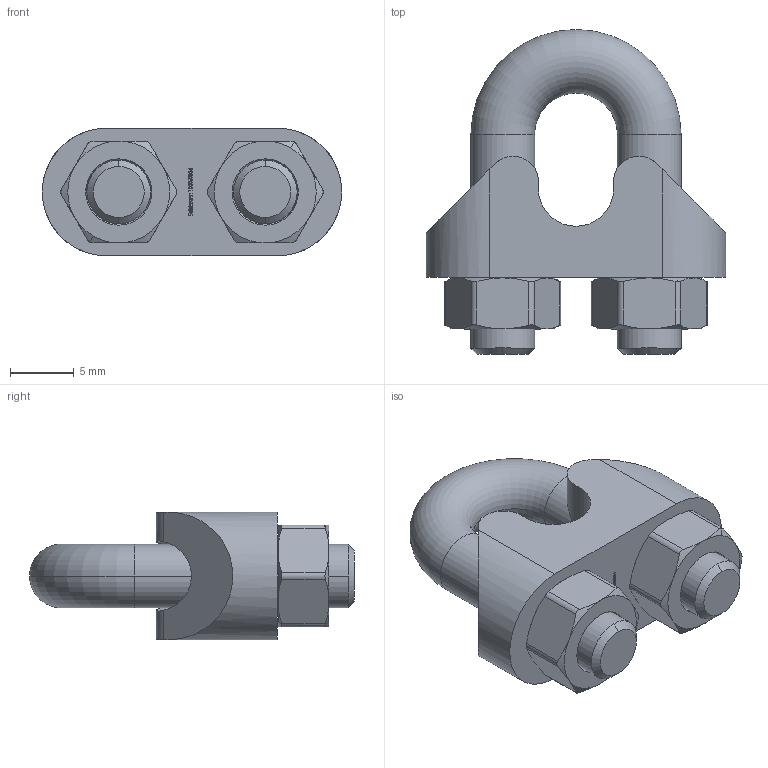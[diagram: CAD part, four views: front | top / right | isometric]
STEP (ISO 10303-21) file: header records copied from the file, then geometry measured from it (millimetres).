
FILE_DESCRIPTION (( 'STEP AP203' ), '1' );
FILE_NAME ('100060005.step', '2019-09-19T13:45:45', ( '' ), ( '' ), 'SwSTEP 2.0', 'SolidWorks 2015', '' );
FILE_SCHEMA (( 'CONFIG_CONTROL_DESIGN' ));
Length unit declared in the file: millimetre
Products named in the file (4): 10006000X Teil2_100060005 Teil2; 10006000X Teil1_100060005 Teil1; 100060005; DIN 934 M4-M20_58321-240-5 Keyshot
Assembly tree (4 placements, depth 2):
  100060005
    10006000X Teil2_100060005 Teil2
    10006000X Teil1_100060005 Teil1
    DIN 934 M4-M20_58321-240-5 Keyshot  x2
Bounding box: 23.5 x 25.5 x 10 mm (x, y, z)
Volume: 2378.4 mm3; surface area: 2450 mm2
Topology: 4 solids, 4 shells, 341 faces, 889 edges, 582 vertices
Faces by surface type: plane 129, bspline 117, cylinder 51, cone 42, torus 2
Entity records: 20567 total; most frequent: CARTESIAN_POINT 13768, ORIENTED_EDGE 1546, DIRECTION 894, EDGE_CURVE 773, VERTEX_POINT 509, VECTOR 406, LINE 406, EDGE_LOOP 328
